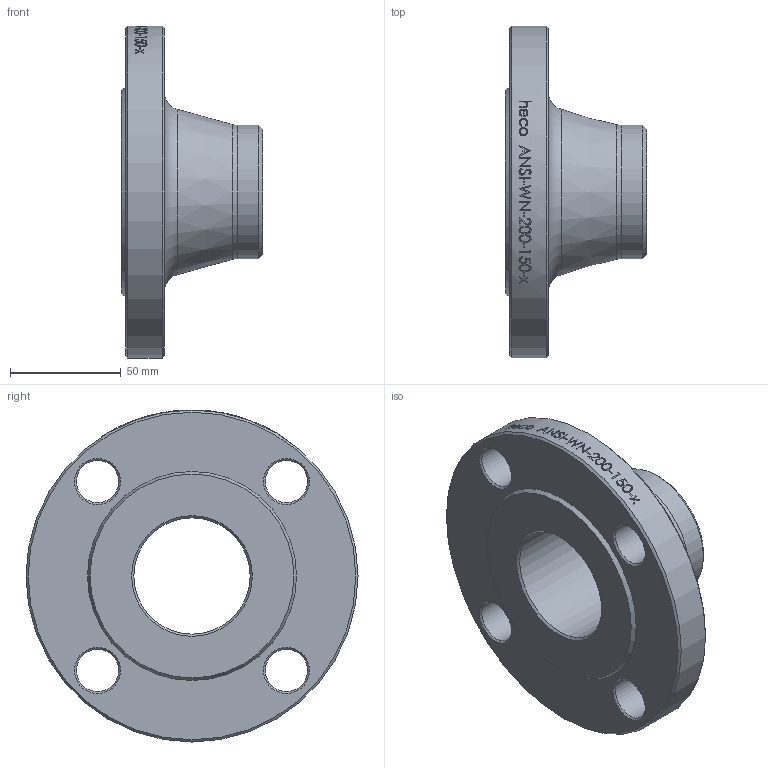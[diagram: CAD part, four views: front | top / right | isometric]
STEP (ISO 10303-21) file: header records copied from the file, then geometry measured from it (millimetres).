
FILE_DESCRIPTION (( 'STEP AP214' ), '1' );
FILE_NAME ('ANSI-WN-200-150-x Vorschweissflansch ASME B16.5 Class150 2102.STEP', '2021-02-06T12:31:58', ( '' ), ( '' ), 'SwSTEP 2.0', 'SolidWorks 2019', '' );
FILE_SCHEMA (( 'AUTOMOTIVE_DESIGN' ));
Length unit declared in the file: millimetre
Products named in the file (1): ANSI-WN-200-150-x Vorschweissflansch ASME B16.5 Class150 2102
Bounding box: 64 x 150 x 150 mm (x, y, z)
Volume: 321281.1 mm3; surface area: 58207.3 mm2
Topology: 1 solids, 1 shells, 54 faces, 263 edges, 239 vertices
Faces by surface type: cylinder 34, cone 14, plane 4, torus 2
Full cylindrical faces by diameter (mm): 19.1 x4, 52.5 x1, 60.3 x1, 150 x1
Entity records: 6208 total; most frequent: CARTESIAN_POINT 3994, ORIENTED_EDGE 462, DIRECTION 291, EDGE_CURVE 231, VERTEX_POINT 231, AXIS2_PLACEMENT_3D 132, B_SPLINE_CURVE_WITH_KNOTS 127, EDGE_LOOP 116
